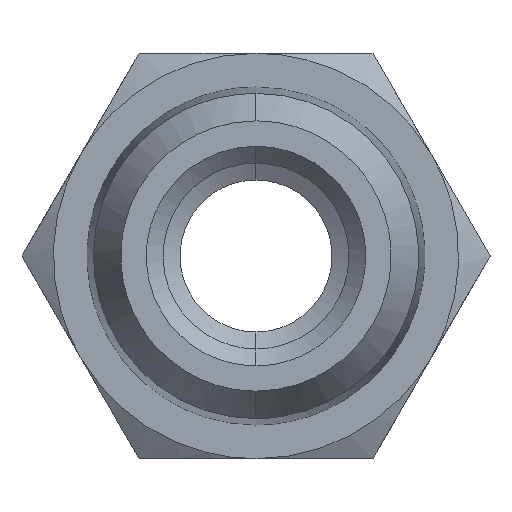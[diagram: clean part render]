
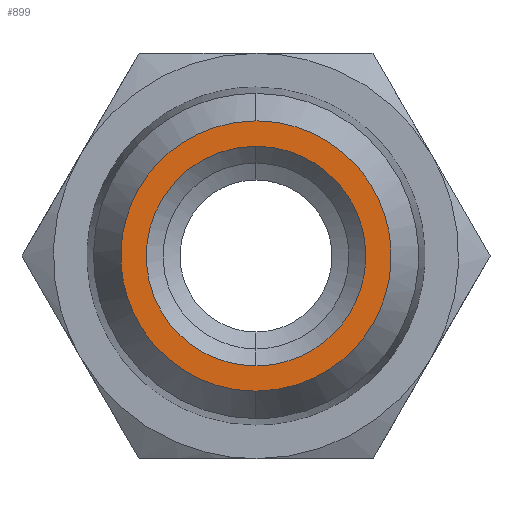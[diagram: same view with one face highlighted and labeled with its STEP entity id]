
A CAD part, front view. The second image highlights one B-rep face of the part: STEP entity #899.
In plain terms, the highlighted free-form (B-spline) face has degree [1, 1] with [2, 2] control points.
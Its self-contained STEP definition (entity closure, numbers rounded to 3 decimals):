
#61 = VERTEX_POINT ( 'NONE', #922 ) ;
#63 = CARTESIAN_POINT ( 'NONE',  ( 3.166, 0., -0.849 ) ) ;
#74 = CARTESIAN_POINT ( 'NONE',  ( 1.045, 0., -3.897 ) ) ;
#75 = CARTESIAN_POINT ( 'NONE',  ( 0., 0., 3.25 ) ) ;
#82 = CARTESIAN_POINT ( 'NONE',  ( 3.2, 0., 2.457 ) ) ;
#83 = CARTESIAN_POINT ( 'NONE',  ( 1.996, 0., -2.6 ) ) ;
#113 = CARTESIAN_POINT ( 'NONE',  ( 0., 0., -4. ) ) ;
#152 = CARTESIAN_POINT ( 'NONE',  ( -2.457, 0., -3.2 ) ) ;
#183 = B_SPLINE_SURFACE_WITH_KNOTS ( 'NONE', 1, 1, ( 
 ( #548, #1830 ),
 ( #2004, #916 ) ),
 .UNSPECIFIED., .F., .F., .F.,
 ( 2, 2 ),
 ( 2, 2 ),
 ( 0., 1. ),
 ( 0., 1. ),
 .UNSPECIFIED. ) ;
#201 = ORIENTED_EDGE ( 'NONE', *, *, #1502, .T. ) ;
#235 = CARTESIAN_POINT ( 'NONE',  ( 2.457, 0., 3.2 ) ) ;
#243 = CARTESIAN_POINT ( 'NONE',  ( 4., 0., 0.525 ) ) ;
#260 = CARTESIAN_POINT ( 'NONE',  ( 2.839, 0., -1.638 ) ) ;
#266 = CARTESIAN_POINT ( 'NONE',  ( -6.5, 0., 3.25 ) ) ;
#312 = CARTESIAN_POINT ( 'NONE',  ( -2.457, 0., 3.2 ) ) ;
#422 = CARTESIAN_POINT ( 'NONE',  ( 0.525, 0., 4. ) ) ;
#429 = CARTESIAN_POINT ( 'NONE',  ( 2.6, 0., -1.996 ) ) ;
#436 = CARTESIAN_POINT ( 'NONE',  ( 0., 0., 4. ) ) ;
#497 = CARTESIAN_POINT ( 'NONE',  ( -2.016, 0., -3.494 ) ) ;
#525 = CARTESIAN_POINT ( 'NONE',  ( 0., 0., 4. ) ) ;
#548 = CARTESIAN_POINT ( 'NONE',  ( -4.048, 0., 4.048 ) ) ;
#554 = ORIENTED_EDGE ( 'NONE', *, *, #1524, .F. ) ;
#578 = ORIENTED_EDGE ( 'NONE', *, *, #1211, .T. ) ;
#603 = CARTESIAN_POINT ( 'NONE',  ( 3.166, 0., 0.849 ) ) ;
#610 = CARTESIAN_POINT ( 'NONE',  ( 0.525, 0., -4. ) ) ;
#618 = CARTESIAN_POINT ( 'NONE',  ( 0., 0., -3.25 ) ) ;
#625 = CARTESIAN_POINT ( 'NONE',  ( 0., 0., 3.25 ) ) ;
#685 = CARTESIAN_POINT ( 'NONE',  ( -0.525, 0., 4. ) ) ;
#773 = B_SPLINE_CURVE_WITH_KNOTS ( 'NONE', 3,
 ( #1319, #610, #74, #1722, #2093, #1170, #996, #2283, #1163, #243, #1903, #2277, #82, #235, #1526, #2069, #422, #436 ),
 .UNSPECIFIED., .F., .F.,
 ( 4, 2, 2, 2, 2, 2, 2, 2, 4 ),
 ( 0., 0.393, 0.785, 1.178, 1.571, 1.963, 2.356, 2.749, 3.142 ),
 .UNSPECIFIED. ) ;
#815 = CARTESIAN_POINT ( 'NONE',  ( 2.6, 0., 1.996 ) ) ;
#871 = CARTESIAN_POINT ( 'NONE',  ( -3.2, 0., 2.457 ) ) ;
#887 = CARTESIAN_POINT ( 'NONE',  ( -3.494, 0., 2.016 ) ) ;
#899 = ADVANCED_FACE ( 'NONE', ( #2314, #1769 ), #183, .T. ) ;
#904 = CARTESIAN_POINT ( 'NONE',  ( 0., 0., -4. ) ) ;
#916 = CARTESIAN_POINT ( 'NONE',  ( 4.048, 0., -4.048 ) ) ;
#922 = CARTESIAN_POINT ( 'NONE',  ( 0., 0., -3.25 ) ) ;
#988 = VERTEX_POINT ( 'NONE', #1922 ) ;
#996 = CARTESIAN_POINT ( 'NONE',  ( 3.494, 0., -2.016 ) ) ;
#1024 = VERTEX_POINT ( 'NONE', #113 ) ;
#1053 = CARTESIAN_POINT ( 'NONE',  ( -3.494, 0., -2.016 ) ) ;
#1072 = CARTESIAN_POINT ( 'NONE',  ( -4., 0., 0.525 ) ) ;
#1157 = CARTESIAN_POINT ( 'NONE',  ( 0.427, 0., 3.25 ) ) ;
#1163 = CARTESIAN_POINT ( 'NONE',  ( 4., 0., -0.525 ) ) ;
#1165 = CARTESIAN_POINT ( 'NONE',  ( -6.5, 0., -3.25 ) ) ;
#1170 = CARTESIAN_POINT ( 'NONE',  ( 3.2, 0., -2.457 ) ) ;
#1181 = CARTESIAN_POINT ( 'NONE',  ( 0.849, 0., 3.166 ) ) ;
#1211 = EDGE_CURVE ( 'NONE', #2246, #1024, #1794, .T. ) ;
#1231 = CARTESIAN_POINT ( 'NONE',  ( -1.045, 0., 3.897 ) ) ;
#1237 = CARTESIAN_POINT ( 'NONE',  ( -3.897, 0., -1.045 ) ) ;
#1247 = CARTESIAN_POINT ( 'NONE',  ( -4., 0., -0.525 ) ) ;
#1319 = CARTESIAN_POINT ( 'NONE',  ( 0., 0., -4. ) ) ;
#1404 = CARTESIAN_POINT ( 'NONE',  ( 0., 0., 4. ) ) ;
#1502 = EDGE_CURVE ( 'NONE', #988, #61, #1636, .T. ) ;
#1524 = EDGE_CURVE ( 'NONE', #988, #61, #2176, .T. ) ;
#1526 = CARTESIAN_POINT ( 'NONE',  ( 2.016, 0., 3.494 ) ) ;
#1527 = CARTESIAN_POINT ( 'NONE',  ( 3.25, 0., 0.427 ) ) ;
#1565 = ORIENTED_EDGE ( 'NONE', *, *, #2077, .T. ) ;
#1636 = B_SPLINE_CURVE_WITH_KNOTS ( 'NONE', 3,
 ( #625, #1157, #1181, #2254, #1904, #815, #2086, #603, #1527, #2080, #63, #260, #429, #83, #2284, #2070, #2269, #618 ),
 .UNSPECIFIED., .F., .F.,
 ( 4, 2, 2, 2, 2, 2, 2, 2, 4 ),
 ( 0., 0.393, 0.785, 1.178, 1.571, 1.963, 2.356, 2.749, 3.142 ),
 .UNSPECIFIED. ) ;
#1722 = CARTESIAN_POINT ( 'NONE',  ( 2.016, 0., -3.494 ) ) ;
#1769 = FACE_OUTER_BOUND ( 'NONE', #2252, .T. ) ;
#1794 = B_SPLINE_CURVE_WITH_KNOTS ( 'NONE', 3,
 ( #525, #685, #1231, #1965, #312, #871, #887, #2148, #1072, #1247, #1237, #1053, #2340, #152, #497, #2157, #2180, #904 ),
 .UNSPECIFIED., .F., .F.,
 ( 4, 2, 2, 2, 2, 2, 2, 2, 4 ),
 ( 0., 0.393, 0.785, 1.178, 1.571, 1.963, 2.356, 2.749, 3.142 ),
 .UNSPECIFIED. ) ;
#1830 = CARTESIAN_POINT ( 'NONE',  ( 4.048, 0., 4.048 ) ) ;
#1896 = CARTESIAN_POINT ( 'NONE',  ( 0., 0., -3.25 ) ) ;
#1903 = CARTESIAN_POINT ( 'NONE',  ( 3.897, 0., 1.045 ) ) ;
#1904 = CARTESIAN_POINT ( 'NONE',  ( 1.996, 0., 2.6 ) ) ;
#1922 = CARTESIAN_POINT ( 'NONE',  ( 0., 0., 3.25 ) ) ;
#1965 = CARTESIAN_POINT ( 'NONE',  ( -2.016, 0., 3.494 ) ) ;
#2004 = CARTESIAN_POINT ( 'NONE',  ( -4.048, 0., -4.048 ) ) ;
#2069 = CARTESIAN_POINT ( 'NONE',  ( 1.045, 0., 3.897 ) ) ;
#2070 = CARTESIAN_POINT ( 'NONE',  ( 0.849, 0., -3.166 ) ) ;
#2077 = EDGE_CURVE ( 'NONE', #1024, #2246, #773, .T. ) ;
#2080 = CARTESIAN_POINT ( 'NONE',  ( 3.25, 0., -0.427 ) ) ;
#2086 = CARTESIAN_POINT ( 'NONE',  ( 2.839, 0., 1.638 ) ) ;
#2093 = CARTESIAN_POINT ( 'NONE',  ( 2.457, 0., -3.2 ) ) ;
#2148 = CARTESIAN_POINT ( 'NONE',  ( -3.897, 0., 1.045 ) ) ;
#2157 = CARTESIAN_POINT ( 'NONE',  ( -1.045, 0., -3.897 ) ) ;
#2176 =( BOUNDED_CURVE ( )  B_SPLINE_CURVE ( 3, ( #75, #266, #1165, #1896 ),
 .UNSPECIFIED., .F., .F. ) 
 B_SPLINE_CURVE_WITH_KNOTS ( ( 4, 4 ),
 ( -3.142, 0. ),
 .UNSPECIFIED. ) 
 CURVE ( )  GEOMETRIC_REPRESENTATION_ITEM ( )  RATIONAL_B_SPLINE_CURVE ( ( 1., 0.333, 0.333, 1. ) ) 
 REPRESENTATION_ITEM ( '' )  );
#2180 = CARTESIAN_POINT ( 'NONE',  ( -0.525, 0., -4. ) ) ;
#2246 = VERTEX_POINT ( 'NONE', #1404 ) ;
#2252 = EDGE_LOOP ( 'NONE', ( #578, #1565 ) ) ;
#2254 = CARTESIAN_POINT ( 'NONE',  ( 1.638, 0., 2.839 ) ) ;
#2269 = CARTESIAN_POINT ( 'NONE',  ( 0.427, 0., -3.25 ) ) ;
#2277 = CARTESIAN_POINT ( 'NONE',  ( 3.494, 0., 2.016 ) ) ;
#2283 = CARTESIAN_POINT ( 'NONE',  ( 3.897, 0., -1.045 ) ) ;
#2284 = CARTESIAN_POINT ( 'NONE',  ( 1.638, 0., -2.839 ) ) ;
#2308 = EDGE_LOOP ( 'NONE', ( #554, #201 ) ) ;
#2314 = FACE_BOUND ( 'NONE', #2308, .T. ) ;
#2340 = CARTESIAN_POINT ( 'NONE',  ( -3.2, 0., -2.457 ) ) ;
